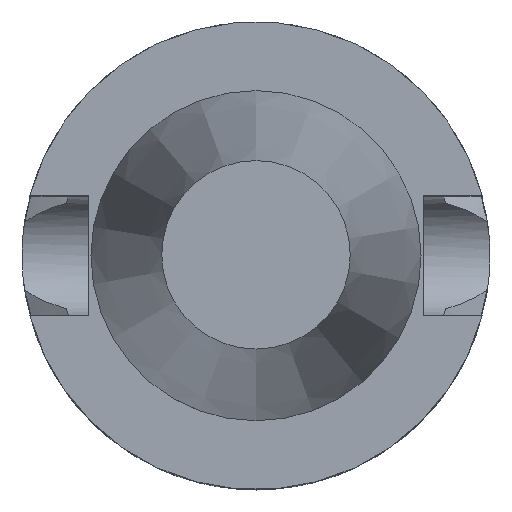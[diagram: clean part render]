
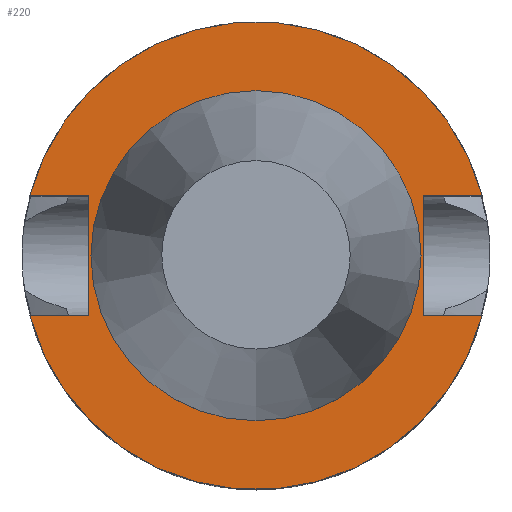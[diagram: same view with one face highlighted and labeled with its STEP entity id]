
A CAD part, top view. The second image highlights one B-rep face of the part: STEP entity #220.
In plain terms, the highlighted planar face has unit normal (0, 0, 1).
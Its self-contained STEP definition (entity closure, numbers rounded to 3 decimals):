
#122=EDGE_CURVE('240[2]',#355,#358,#359,.T.);
#124=EDGE_CURVE('240[2]',#361,#362,#363,.T.);
#134=EDGE_CURVE('240[2]',#355,#378,#379,.T.);
#138=EDGE_CURVE('240[2]',#384,#385,#386,.T.);
#157=EDGE_CURVE('240[2]',#378,#413,#414,.T.);
#173=EDGE_CURVE('240[2]',#361,#384,#439,.T.);
#220=ADVANCED_FACE('240[2]',(#505,#506),#507,.T.);
#303=EDGE_CURVE('240[2]',#413,#362,#615,.T.);
#309=EDGE_CURVE('240[2]',#385,#358,#621,.T.);
#319=EDGE_CURVE('240[2]',#632,#632,#633,.T.);
#355=VERTEX_POINT('',#664);
#358=VERTEX_POINT('',#669);
#359=CIRCLE('',#670,31.5);
#361=VERTEX_POINT('',#673);
#362=VERTEX_POINT('',#674);
#363=CIRCLE('',#675,31.5);
#378=VERTEX_POINT('',#695);
#379=LINE('',#696,#697);
#384=VERTEX_POINT('',#705);
#385=VERTEX_POINT('',#706);
#386=LINE('',#707,#708);
#413=VERTEX_POINT('',#742);
#414=LINE('',#743,#744);
#439=LINE('',#805,#806);
#505=FACE_OUTER_BOUND('',#1005,.T.);
#506=FACE_BOUND('',#1006,.T.);
#507=PLANE('',#1007);
#615=LINE('',#1280,#1281);
#621=LINE('',#1308,#1309);
#632=VERTEX_POINT('',#1336);
#633=CIRCLE('',#1337,22.225);
#664=CARTESIAN_POINT('',(-30.454,8.05,-2.0));
#669=CARTESIAN_POINT('',(30.454,8.05,-2.0));
#670=AXIS2_PLACEMENT_3D('',#1369,#1370,#1371);
#673=CARTESIAN_POINT('',(30.454,-8.05,-2.0));
#674=CARTESIAN_POINT('',(-30.454,-8.05,-2.0));
#675=AXIS2_PLACEMENT_3D('',#1372,#1373,#1374);
#695=CARTESIAN_POINT('',(-22.5,8.05,-2.0));
#696=CARTESIAN_POINT('',(-11.25,8.05,-2.0));
#697=VECTOR('',#1389,1.0);
#705=CARTESIAN_POINT('',(22.5,-8.05,-2.0));
#706=CARTESIAN_POINT('',(22.5,8.05,-2.0));
#707=CARTESIAN_POINT('',(22.5,13.431,-2.0));
#708=VECTOR('',#1391,1.0);
#742=CARTESIAN_POINT('',(-22.5,-8.05,-2.0));
#743=CARTESIAN_POINT('',(-22.5,13.431,-2.0));
#744=VECTOR('',#1437,1.0);
#805=CARTESIAN_POINT('',(11.25,-8.05,-2.0));
#806=VECTOR('',#1464,1.0);
#1005=EDGE_LOOP('',(#1517,#1518,#1519,#1520,#1521,#1522,#1523,#1524));
#1006=EDGE_LOOP('',(#1525));
#1007=AXIS2_PLACEMENT_3D('',#1526,#1527,#1528);
#1280=CARTESIAN_POINT('',(-11.25,-8.05,-2.0));
#1281=VECTOR('',#1660,1.0);
#1308=CARTESIAN_POINT('',(11.25,8.05,-2.0));
#1309=VECTOR('',#1661,1.0);
#1336=CARTESIAN_POINT('',(0.,22.225,-2.0));
#1337=AXIS2_PLACEMENT_3D('',#1669,#1670,#1671);
#1369=CARTESIAN_POINT('',(0.,0.,-2.0));
#1370=DIRECTION('',(0.,0.,-1.0));
#1371=DIRECTION('',(0.,1.0,0.));
#1372=CARTESIAN_POINT('',(0.,0.,-2.0));
#1373=DIRECTION('',(0.,0.,-1.0));
#1374=DIRECTION('',(0.,1.0,0.));
#1389=DIRECTION('',(1.0,0.,0.));
#1391=DIRECTION('',(0.,1.0,0.));
#1437=DIRECTION('',(0.,-1.0,0.));
#1464=DIRECTION('',(-1.0,0.,0.));
#1517=ORIENTED_EDGE('',*,*,#303,.T.);
#1518=ORIENTED_EDGE('',*,*,#124,.F.);
#1519=ORIENTED_EDGE('',*,*,#173,.T.);
#1520=ORIENTED_EDGE('',*,*,#138,.T.);
#1521=ORIENTED_EDGE('',*,*,#309,.T.);
#1522=ORIENTED_EDGE('',*,*,#122,.F.);
#1523=ORIENTED_EDGE('',*,*,#134,.T.);
#1524=ORIENTED_EDGE('',*,*,#157,.T.);
#1525=ORIENTED_EDGE('',*,*,#319,.T.);
#1526=CARTESIAN_POINT('',(0.,26.863,-2.0));
#1527=DIRECTION('',(0.,0.,1.0));
#1528=DIRECTION('',(1.0,0.,0.0));
#1660=DIRECTION('',(-1.0,0.,0.));
#1661=DIRECTION('',(1.0,0.,0.));
#1669=CARTESIAN_POINT('',(0.,0.,-2.0));
#1670=DIRECTION('',(0.,0.,-1.0));
#1671=DIRECTION('',(0.,1.0,0.));
